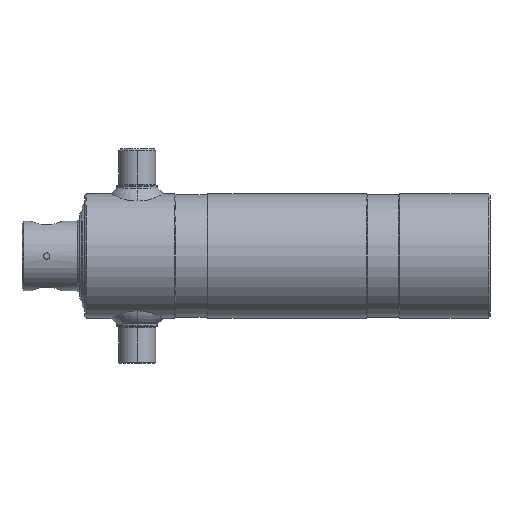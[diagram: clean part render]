
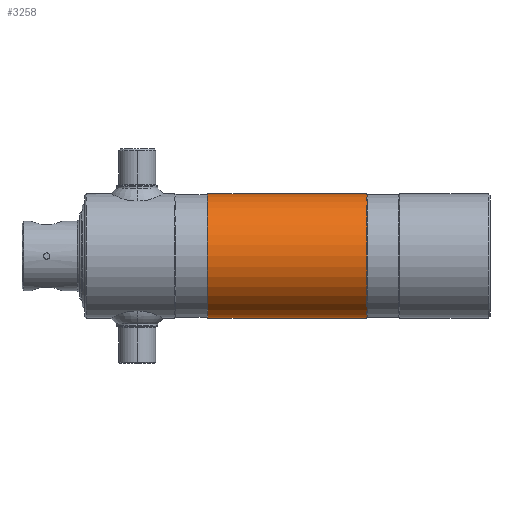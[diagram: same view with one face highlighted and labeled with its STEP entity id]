
A CAD part, left-side view. The second image highlights one B-rep face of the part: STEP entity #3258.
In plain terms, the highlighted cylindrical face has radius 75.75 mm (diameter 151.5 mm), a partial arc.
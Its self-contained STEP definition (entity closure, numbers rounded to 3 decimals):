
#259 = CARTESIAN_POINT ( 'NONE',  ( 0., 522.61, 0. ) ) ;
#281 = EDGE_CURVE ( 'NONE', #3499, #8266, #7795, .T. ) ;
#1017 = DIRECTION ( 'NONE',  ( 0., 0., 1. ) ) ;
#1157 = DIRECTION ( 'NONE',  ( 0., 1., 0. ) ) ;
#1202 = CYLINDRICAL_SURFACE ( 'NONE', #1760, 75.75 ) ;
#1760 = AXIS2_PLACEMENT_3D ( 'NONE', #259, #5392, #1017 ) ;
#1764 = VECTOR ( 'NONE', #2245, 1000. ) ;
#2148 = LINE ( 'NONE', #4537, #7704 ) ;
#2207 = ORIENTED_EDGE ( 'NONE', *, *, #5897, .F. ) ;
#2245 = DIRECTION ( 'NONE',  ( 0., 1., 0. ) ) ;
#2574 = EDGE_CURVE ( 'NONE', #7180, #3499, #9440, .T. ) ;
#3016 = CARTESIAN_POINT ( 'NONE',  ( 0., 343., -75.75 ) ) ;
#3258 = ADVANCED_FACE ( 'NONE', ( #5101 ), #1202, .T. ) ;
#3338 = CARTESIAN_POINT ( 'NONE',  ( 0., 150., 0. ) ) ;
#3499 = VERTEX_POINT ( 'NONE', #7837 ) ;
#3671 = ORIENTED_EDGE ( 'NONE', *, *, #281, .T. ) ;
#3860 = ORIENTED_EDGE ( 'NONE', *, *, #2574, .T. ) ;
#3936 = EDGE_LOOP ( 'NONE', ( #8827, #3860, #3671, #2207 ) ) ;
#4056 = DIRECTION ( 'NONE',  ( 0., 0., 1. ) ) ;
#4537 = CARTESIAN_POINT ( 'NONE',  ( 0., 522.61, -75.75 ) ) ;
#5101 = FACE_OUTER_BOUND ( 'NONE', #3936, .T. ) ;
#5134 = CARTESIAN_POINT ( 'NONE',  ( 0., 150., -75.75 ) ) ;
#5392 = DIRECTION ( 'NONE',  ( 0., 1., 0. ) ) ;
#5536 = CARTESIAN_POINT ( 'NONE',  ( 0., 343., 0. ) ) ;
#5747 = AXIS2_PLACEMENT_3D ( 'NONE', #3338, #8423, #4056 ) ;
#5897 = EDGE_CURVE ( 'NONE', #9129, #8266, #7389, .T. ) ;
#6277 = DIRECTION ( 'NONE',  ( 0., 0., 1. ) ) ;
#6445 = AXIS2_PLACEMENT_3D ( 'NONE', #5536, #1157, #6277 ) ;
#7180 = VERTEX_POINT ( 'NONE', #5134 ) ;
#7332 = CARTESIAN_POINT ( 'NONE',  ( 0., 522.61, 75.75 ) ) ;
#7389 = CIRCLE ( 'NONE', #6445, 75.75 ) ;
#7393 = EDGE_CURVE ( 'NONE', #7180, #9129, #2148, .T. ) ;
#7704 = VECTOR ( 'NONE', #8895, 1000. ) ;
#7795 = LINE ( 'NONE', #7332, #1764 ) ;
#7837 = CARTESIAN_POINT ( 'NONE',  ( 0., 150., 75.75 ) ) ;
#8266 = VERTEX_POINT ( 'NONE', #8838 ) ;
#8423 = DIRECTION ( 'NONE',  ( 0., 1., 0. ) ) ;
#8827 = ORIENTED_EDGE ( 'NONE', *, *, #7393, .F. ) ;
#8838 = CARTESIAN_POINT ( 'NONE',  ( 0., 343., 75.75 ) ) ;
#8895 = DIRECTION ( 'NONE',  ( 0., 1., 0. ) ) ;
#9129 = VERTEX_POINT ( 'NONE', #3016 ) ;
#9440 = CIRCLE ( 'NONE', #5747, 75.75 ) ;
